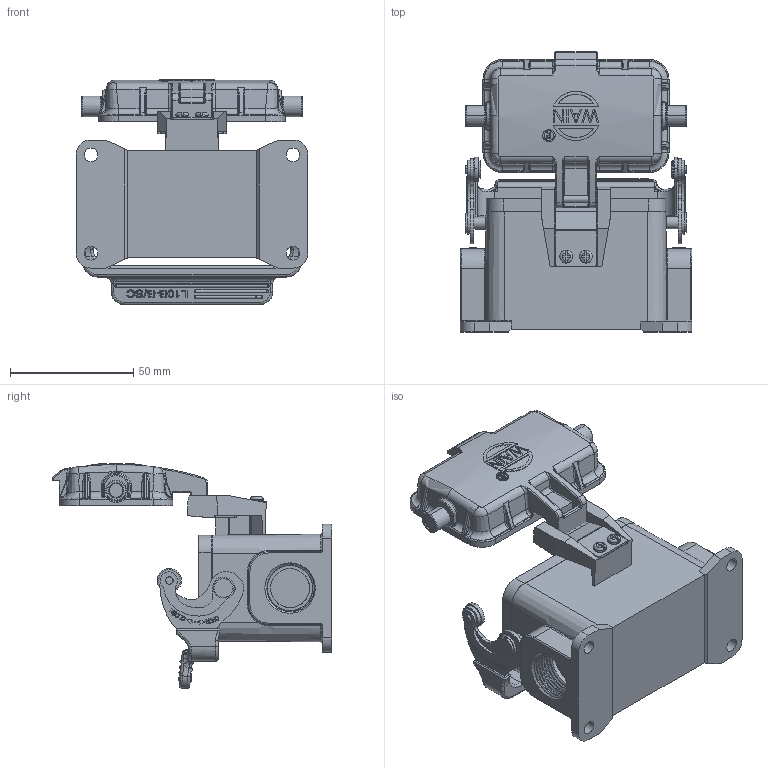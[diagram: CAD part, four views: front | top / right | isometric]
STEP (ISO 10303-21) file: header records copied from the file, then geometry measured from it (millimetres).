
FILE_DESCRIPTION(/* description */ (''),/* implementation_level */ '2;1');
FILE_NAME(/* name */ '3D_1240102611102_HV10B-SF-1L_SC-MCV-M20_V1.11.stp',/* time_stamp */ '2023-12-20T10:56:37+08:00',/* author */ (''),/* organization */ (''),/* preprocessor_version */ 'ST-DEVELOPER v18.1',/* originating_system */ 'SIEMENS PLM Software NX 1980',/* authorisation */ '');
FILE_SCHEMA (('AUTOMOTIVE_DESIGN { 1 0 10303 214 3 1 1 1 }'));
Products named in the file (1): 14593A38CB82xxo8
Bounding box: 94 x 113.67 x 91.46 mm (x, y, z)
Volume: 112493.2 mm3; surface area: 75154.3 mm2
Topology: 19 solids, 27 shells, 2464 faces, 6474 edges, 4102 vertices
Faces by surface type: cylinder 1075, plane 893, torus 220, bspline 111, cone 83, sphere 45, extrusion 37
Full cylindrical faces by diameter (mm): 1.9 x2, 3 x2, 4 x4, 4.9 x2, 8 x2, 15.9 x1, 18.5 x8
Entity records: 91360 total; most frequent: CARTESIAN_POINT 35023, ORIENTED_EDGE 12646, DIRECTION 9813, EDGE_CURVE 6342, VERTEX_POINT 4078, AXIS2_PLACEMENT_3D 3586, EDGE_LOOP 2660, VECTOR 2641
